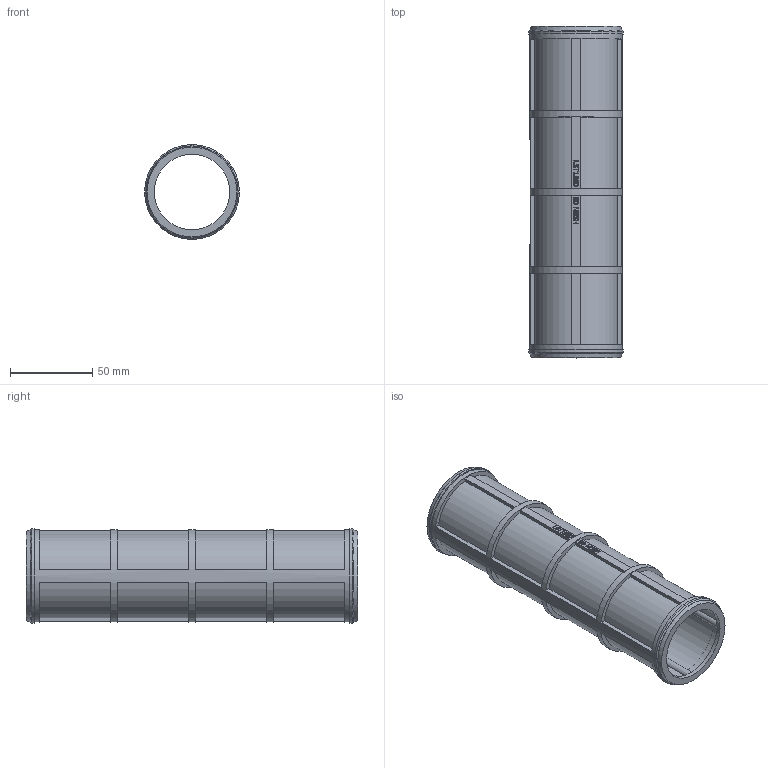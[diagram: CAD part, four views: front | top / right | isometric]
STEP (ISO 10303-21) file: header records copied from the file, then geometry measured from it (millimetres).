
FILE_DESCRIPTION(/* description */ ('1 1/2" LST SCREEN - 80 MESH'),/* implementation_level */ '2;1');
FILE_NAME(/* name */ 'LST1580.stp',/* time_stamp */ '2019-09-06T09:31:07-04:00',/* author */ ('areid'),/* organization */ (''),/* preprocessor_version */ 'ST-DEVELOPER v17',/* originating_system */ 'Autodesk Inventor 2019',/* authorisation */ '');
FILE_SCHEMA (('AUTOMOTIVE_DESIGN { 1 0 10303 214 3 1 1 }'));
Length unit declared in the file: inch
Products named in the file (1): LST1580
Bounding box: 57.66 x 201.93 x 57.66 mm (x, y, z)
Volume: 45606.5 mm3; surface area: 74309.4 mm2
Topology: 1 solids, 1 shells, 471 faces, 1271 edges, 849 vertices
Faces by surface type: plane 318, bspline 120, cylinder 29, cone 4
Full cylindrical faces by diameter (mm): 45.974 x1, 51.054 x1, 56.388 x1, 57.658 x2
Entity records: 15510 total; most frequent: CARTESIAN_POINT 4294, ORIENTED_EDGE 2542, DIRECTION 1846, EDGE_CURVE 1271, LINE 904, VECTOR 904, VERTEX_POINT 849, EDGE_LOOP 520
